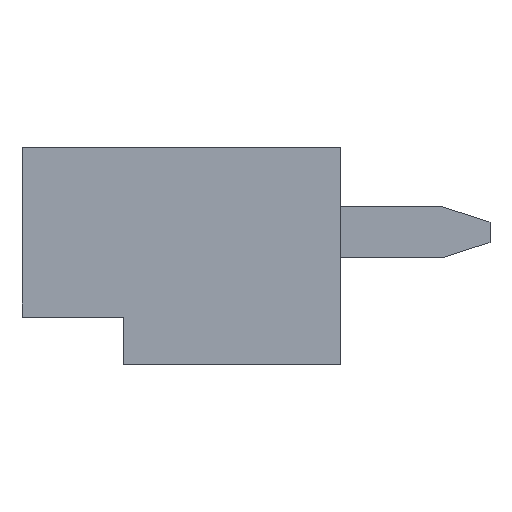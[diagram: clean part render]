
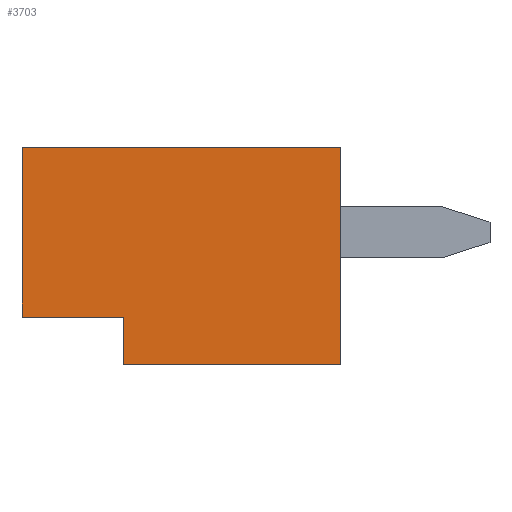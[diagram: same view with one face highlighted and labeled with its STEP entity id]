
A CAD part, left-side view. The second image highlights one B-rep face of the part: STEP entity #3703.
In plain terms, the highlighted planar face has unit normal (-1, 0, 0).
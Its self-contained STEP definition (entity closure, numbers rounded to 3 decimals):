
#241=FACE_OUTER_BOUND('',#442,.T.);
#442=EDGE_LOOP('',(#3265,#3266,#3267,#3268,#3269,#3270));
#829=LINE('',#5601,#1337);
#849=LINE('',#5640,#1357);
#854=LINE('',#5652,#1362);
#859=LINE('',#5662,#1367);
#878=LINE('',#5699,#1386);
#885=LINE('',#5712,#1393);
#1337=VECTOR('',#4611,10.);
#1357=VECTOR('',#4633,10.);
#1362=VECTOR('',#4640,10.);
#1367=VECTOR('',#4647,10.);
#1386=VECTOR('',#4674,10.);
#1393=VECTOR('',#4683,10.);
#1701=VERTEX_POINT('',#5598);
#1702=VERTEX_POINT('',#5600);
#1720=VERTEX_POINT('',#5638);
#1725=VERTEX_POINT('',#5649);
#1726=VERTEX_POINT('',#5651);
#1730=VERTEX_POINT('',#5661);
#2165=EDGE_CURVE('',#1702,#1701,#829,.T.);
#2185=EDGE_CURVE('',#1701,#1720,#849,.T.);
#2190=EDGE_CURVE('',#1726,#1725,#854,.T.);
#2195=EDGE_CURVE('',#1730,#1726,#859,.T.);
#2214=EDGE_CURVE('',#1730,#1720,#878,.T.);
#2221=EDGE_CURVE('',#1702,#1725,#885,.T.);
#3265=ORIENTED_EDGE('',*,*,#2190,.T.);
#3266=ORIENTED_EDGE('',*,*,#2221,.F.);
#3267=ORIENTED_EDGE('',*,*,#2165,.T.);
#3268=ORIENTED_EDGE('',*,*,#2185,.T.);
#3269=ORIENTED_EDGE('',*,*,#2214,.F.);
#3270=ORIENTED_EDGE('',*,*,#2195,.T.);
#3506=PLANE('',#3922);
#3703=ADVANCED_FACE('',(#241),#3506,.T.);
#3922=AXIS2_PLACEMENT_3D('',#5858,#4827,#4828);
#4611=DIRECTION('',(0.,0.,1.));
#4633=DIRECTION('',(0.,1.,0.));
#4640=DIRECTION('',(0.,0.,-1.));
#4647=DIRECTION('',(0.,-1.,0.));
#4674=DIRECTION('',(0.,0.,1.));
#4683=DIRECTION('',(0.,1.,0.));
#4827=DIRECTION('center_axis',(-1.,0.,0.));
#4828=DIRECTION('ref_axis',(0.,0.,1.));
#5598=CARTESIAN_POINT('',(0.,0.,0.));
#5600=CARTESIAN_POINT('',(0.,0.,-3.2));
#5601=CARTESIAN_POINT('',(0.,0.,-3.2));
#5638=CARTESIAN_POINT('',(0.,4.7,0.));
#5640=CARTESIAN_POINT('',(0.,0.,0.));
#5649=CARTESIAN_POINT('',(0.,3.2,-3.2));
#5651=CARTESIAN_POINT('',(0.,3.2,-2.5));
#5652=CARTESIAN_POINT('',(0.,3.2,-2.85));
#5661=CARTESIAN_POINT('',(0.,4.7,-2.5));
#5662=CARTESIAN_POINT('',(0.,2.35,-2.5));
#5699=CARTESIAN_POINT('',(0.,4.7,-3.2));
#5712=CARTESIAN_POINT('',(0.,0.,-3.2));
#5858=CARTESIAN_POINT('Origin',(0.,0.,-3.2));
